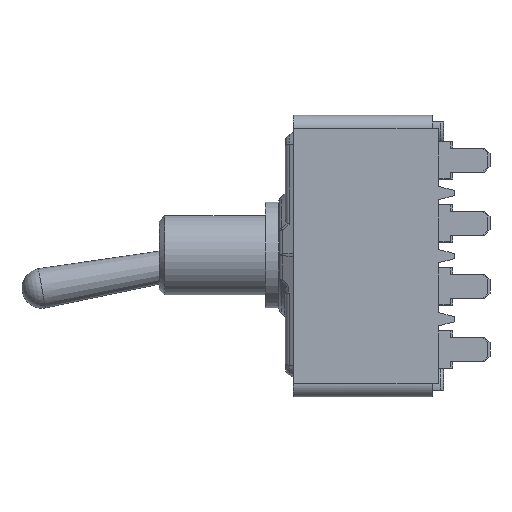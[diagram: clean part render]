
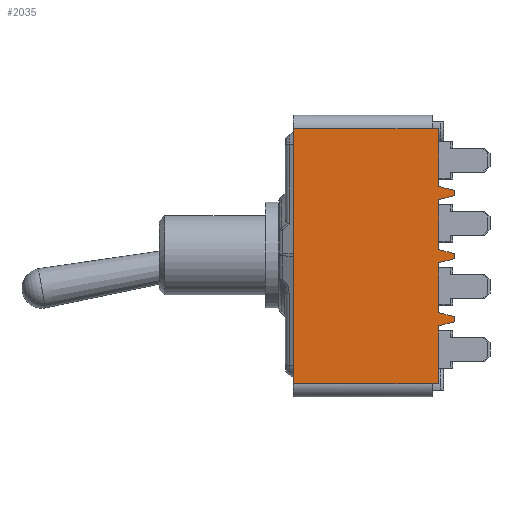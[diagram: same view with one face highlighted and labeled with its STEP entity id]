
A CAD part, left-side view. The second image highlights one B-rep face of the part: STEP entity #2035.
In plain terms, the highlighted planar face has unit normal (-1, 0, 0).
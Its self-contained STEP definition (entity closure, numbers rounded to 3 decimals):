
#580=DIRECTION('',(0.,0.,1.));
#581=VECTOR('',#580,19.2);
#582=CARTESIAN_POINT('',(-6.6,11.3,-9.7));
#583=LINE('',#582,#581);
#664=DIRECTION('',(0.,-1.,0.));
#665=VECTOR('',#664,10.45);
#666=CARTESIAN_POINT('',(-6.6,11.3,-9.7));
#667=LINE('',#666,#665);
#668=DIRECTION('',(0.,-1.,0.));
#669=VECTOR('',#668,10.45);
#670=CARTESIAN_POINT('',(-6.6,11.3,9.5));
#671=LINE('',#670,#669);
#672=DIRECTION('',(0.,1.,0.));
#673=VECTOR('',#672,0.5);
#674=CARTESIAN_POINT('',(-6.6,0.35,9.5));
#675=LINE('',#674,#673);
#676=DIRECTION('',(0.,0.,1.));
#677=VECTOR('',#676,4.35);
#678=CARTESIAN_POINT('',(-6.6,0.35,5.15));
#679=LINE('',#678,#677);
#680=DIRECTION('',(0.,-0.966,-0.259));
#681=VECTOR('',#680,1.191);
#682=CARTESIAN_POINT('',(-6.6,0.35,5.15));
#683=LINE('',#682,#681);
#684=DIRECTION('',(0.,0.,-1.));
#685=VECTOR('',#684,0.384);
#686=CARTESIAN_POINT('',(-6.6,-0.8,4.842));
#687=LINE('',#686,#685);
#688=DIRECTION('',(0.,0.966,-0.259));
#689=VECTOR('',#688,1.191);
#690=CARTESIAN_POINT('',(-6.6,-0.8,4.458));
#691=LINE('',#690,#689);
#692=DIRECTION('',(0.,0.,1.));
#693=VECTOR('',#692,3.75);
#694=CARTESIAN_POINT('',(-6.6,0.35,0.4));
#695=LINE('',#694,#693);
#696=DIRECTION('',(0.,-0.966,-0.259));
#697=VECTOR('',#696,1.191);
#698=CARTESIAN_POINT('',(-6.6,0.35,0.4));
#699=LINE('',#698,#697);
#700=DIRECTION('',(0.,0.,-1.));
#701=VECTOR('',#700,0.384);
#702=CARTESIAN_POINT('',(-6.6,-0.8,0.092));
#703=LINE('',#702,#701);
#704=DIRECTION('',(0.,0.966,-0.259));
#705=VECTOR('',#704,1.191);
#706=CARTESIAN_POINT('',(-6.6,-0.8,-0.292));
#707=LINE('',#706,#705);
#708=DIRECTION('',(0.,0.,1.));
#709=VECTOR('',#708,3.75);
#710=CARTESIAN_POINT('',(-6.6,0.35,-4.35));
#711=LINE('',#710,#709);
#712=DIRECTION('',(0.,-0.966,-0.259));
#713=VECTOR('',#712,1.191);
#714=CARTESIAN_POINT('',(-6.6,0.35,-4.35));
#715=LINE('',#714,#713);
#716=DIRECTION('',(0.,0.,-1.));
#717=VECTOR('',#716,0.384);
#718=CARTESIAN_POINT('',(-6.6,-0.8,-4.658));
#719=LINE('',#718,#717);
#720=DIRECTION('',(0.,0.966,-0.259));
#721=VECTOR('',#720,1.191);
#722=CARTESIAN_POINT('',(-6.6,-0.8,-5.042));
#723=LINE('',#722,#721);
#724=DIRECTION('',(0.,0.,1.));
#725=VECTOR('',#724,4.35);
#726=CARTESIAN_POINT('',(-6.6,0.35,-9.7));
#727=LINE('',#726,#725);
#728=DIRECTION('',(0.,1.,0.));
#729=VECTOR('',#728,0.5);
#730=CARTESIAN_POINT('',(-6.6,0.35,-9.7));
#731=LINE('',#730,#729);
#1089=CARTESIAN_POINT('',(-6.6,0.35,-9.7));
#1091=VERTEX_POINT('',#1089);
#1093=CARTESIAN_POINT('',(-6.6,0.35,9.5));
#1095=VERTEX_POINT('',#1093);
#1117=CARTESIAN_POINT('',(-6.6,-0.8,0.092));
#1118=CARTESIAN_POINT('',(-6.6,-0.8,-0.292));
#1119=VERTEX_POINT('',#1117);
#1120=VERTEX_POINT('',#1118);
#1121=CARTESIAN_POINT('',(-6.6,-0.8,-4.658));
#1122=CARTESIAN_POINT('',(-6.6,-0.8,-5.042));
#1123=VERTEX_POINT('',#1121);
#1124=VERTEX_POINT('',#1122);
#1125=CARTESIAN_POINT('',(-6.6,-0.8,4.842));
#1126=CARTESIAN_POINT('',(-6.6,-0.8,4.458));
#1127=VERTEX_POINT('',#1125);
#1128=VERTEX_POINT('',#1126);
#1141=CARTESIAN_POINT('',(-6.6,0.35,0.4));
#1143=VERTEX_POINT('',#1141);
#1145=CARTESIAN_POINT('',(-6.6,0.35,-0.6));
#1147=VERTEX_POINT('',#1145);
#1149=CARTESIAN_POINT('',(-6.6,0.35,-4.35));
#1151=VERTEX_POINT('',#1149);
#1153=CARTESIAN_POINT('',(-6.6,0.35,-5.35));
#1155=VERTEX_POINT('',#1153);
#1157=CARTESIAN_POINT('',(-6.6,0.35,5.15));
#1159=VERTEX_POINT('',#1157);
#1161=CARTESIAN_POINT('',(-6.6,0.35,4.15));
#1163=VERTEX_POINT('',#1161);
#1181=CARTESIAN_POINT('',(-6.6,0.85,-9.7));
#1183=VERTEX_POINT('',#1181);
#1185=CARTESIAN_POINT('',(-6.6,11.3,-9.7));
#1186=VERTEX_POINT('',#1185);
#1188=CARTESIAN_POINT('',(-6.6,0.85,9.5));
#1190=VERTEX_POINT('',#1188);
#1191=CARTESIAN_POINT('',(-6.6,11.3,9.5));
#1192=VERTEX_POINT('',#1191);
#1994=CARTESIAN_POINT('',(-6.6,0.,-10.7));
#1995=DIRECTION('',(-1.,0.,0.));
#1996=DIRECTION('',(0.,0.,1.));
#1997=AXIS2_PLACEMENT_3D('',#1994,#1995,#1996);
#1998=PLANE('',#1997);
#2000=ORIENTED_EDGE('',*,*,#1999,.F.);
#2001=ORIENTED_EDGE('',*,*,#1872,.T.);
#2002=ORIENTED_EDGE('',*,*,#1988,.T.);
#2004=ORIENTED_EDGE('',*,*,#2003,.F.);
#2006=ORIENTED_EDGE('',*,*,#2005,.F.);
#2008=ORIENTED_EDGE('',*,*,#2007,.T.);
#2010=ORIENTED_EDGE('',*,*,#2009,.T.);
#2012=ORIENTED_EDGE('',*,*,#2011,.T.);
#2014=ORIENTED_EDGE('',*,*,#2013,.F.);
#2016=ORIENTED_EDGE('',*,*,#2015,.T.);
#2018=ORIENTED_EDGE('',*,*,#2017,.T.);
#2020=ORIENTED_EDGE('',*,*,#2019,.T.);
#2022=ORIENTED_EDGE('',*,*,#2021,.F.);
#2024=ORIENTED_EDGE('',*,*,#2023,.T.);
#2026=ORIENTED_EDGE('',*,*,#2025,.T.);
#2028=ORIENTED_EDGE('',*,*,#2027,.T.);
#2030=ORIENTED_EDGE('',*,*,#2029,.F.);
#2032=ORIENTED_EDGE('',*,*,#2031,.T.);
#2033=EDGE_LOOP('',(#2000,#2001,#2002,#2004,#2006,#2008,#2010,#2012,#2014,#2016,
#2018,#2020,#2022,#2024,#2026,#2028,#2030,#2032));
#2034=FACE_OUTER_BOUND('',#2033,.F.);
#2035=ADVANCED_FACE('',(#2034),#1998,.T.);
#1872=EDGE_CURVE('',#1186,#1192,#583,.T.);
#1988=EDGE_CURVE('',#1192,#1190,#671,.T.);
#1999=EDGE_CURVE('',#1186,#1183,#667,.T.);
#2003=EDGE_CURVE('',#1095,#1190,#675,.T.);
#2005=EDGE_CURVE('',#1159,#1095,#679,.T.);
#2007=EDGE_CURVE('',#1159,#1127,#683,.T.);
#2009=EDGE_CURVE('',#1127,#1128,#687,.T.);
#2011=EDGE_CURVE('',#1128,#1163,#691,.T.);
#2013=EDGE_CURVE('',#1143,#1163,#695,.T.);
#2015=EDGE_CURVE('',#1143,#1119,#699,.T.);
#2017=EDGE_CURVE('',#1119,#1120,#703,.T.);
#2019=EDGE_CURVE('',#1120,#1147,#707,.T.);
#2021=EDGE_CURVE('',#1151,#1147,#711,.T.);
#2023=EDGE_CURVE('',#1151,#1123,#715,.T.);
#2025=EDGE_CURVE('',#1123,#1124,#719,.T.);
#2027=EDGE_CURVE('',#1124,#1155,#723,.T.);
#2029=EDGE_CURVE('',#1091,#1155,#727,.T.);
#2031=EDGE_CURVE('',#1091,#1183,#731,.T.);
